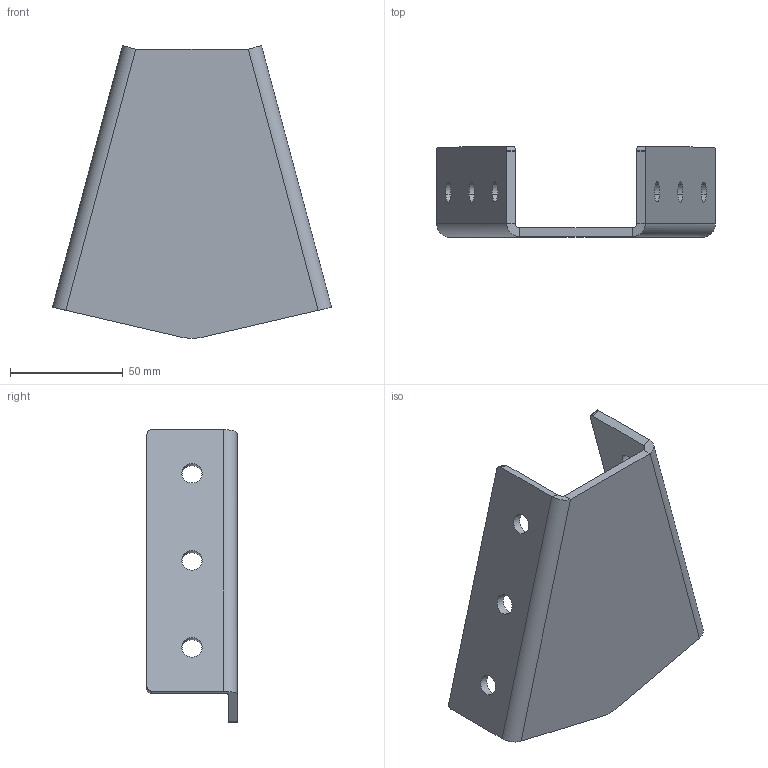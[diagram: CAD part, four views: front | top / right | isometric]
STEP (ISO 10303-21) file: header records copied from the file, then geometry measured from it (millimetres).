
FILE_DESCRIPTION (( 'STEP AP214' ), '1' );
FILE_NAME ('AL-SPS. SJ40120.30.STEP', '2019-11-11T11:17:24', ( '' ), ( '' ), 'SwSTEP 2.0', 'SolidWorks 2018', '' );
FILE_SCHEMA (( 'AUTOMOTIVE_DESIGN' ));
Length unit declared in the file: millimetre
Products named in the file (1): AL-SPS. SJ40120.30
Bounding box: 123.8 x 40 x 129.89 mm (x, y, z)
Volume: 77655.2 mm3; surface area: 41758.1 mm2
Topology: 1 solids, 1 shells, 38 faces, 100 edges, 64 vertices
Faces by surface type: cylinder 23, plane 15
Entity records: 1236 total; most frequent: CARTESIAN_POINT 227, DIRECTION 208, ORIENTED_EDGE 200, EDGE_CURVE 100, AXIS2_PLACEMENT_3D 77, VERTEX_POINT 64, LINE 54, VECTOR 54
